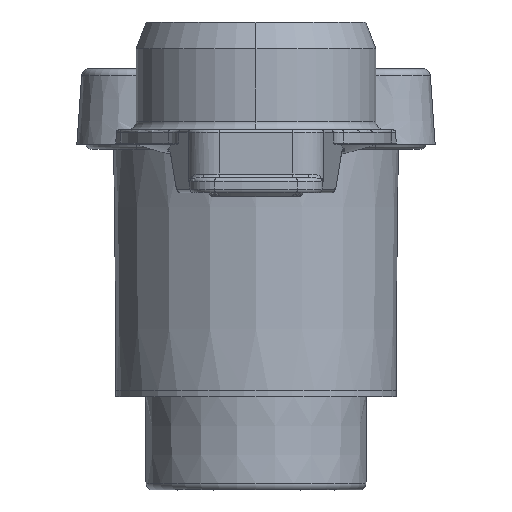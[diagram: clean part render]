
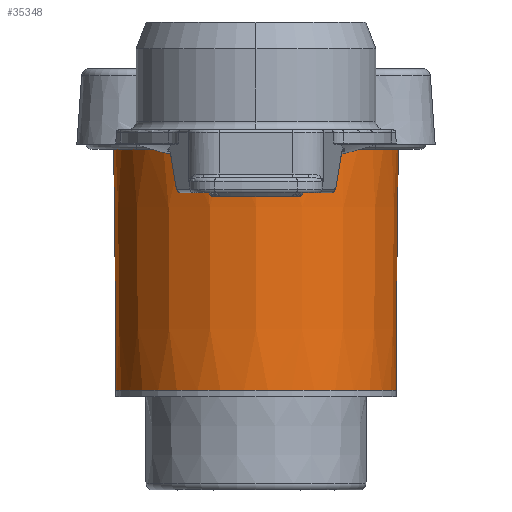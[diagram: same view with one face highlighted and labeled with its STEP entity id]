
A CAD part, front view. The second image highlights one B-rep face of the part: STEP entity #35348.
In plain terms, the highlighted conical face has half-angle 0.5 degrees and reference radius 11.214 mm.
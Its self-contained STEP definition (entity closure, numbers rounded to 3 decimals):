
#14648=CARTESIAN_POINT('',(0.,0.,-6.099));
#14649=DIRECTION('',(0.,0.,-1.));
#14650=DIRECTION('',(0.476,0.88,0.));
#14651=AXIS2_PLACEMENT_3D('',#14648,#14649,#14650);
#14656=CARTESIAN_POINT('',(0.,0.,-6.099));
#14657=DIRECTION('',(0.,0.,-1.));
#14658=DIRECTION('',(1.,0.,0.));
#14659=AXIS2_PLACEMENT_3D('',#14656,#14657,#14658);
#14664=CARTESIAN_POINT('',(0.,0.,-6.099));
#14665=DIRECTION('',(0.,0.,-1.));
#14666=DIRECTION('',(0.476,-0.88,0.));
#14667=AXIS2_PLACEMENT_3D('',#14664,#14665,#14666);
#14672=CARTESIAN_POINT('',(0.,0.,-6.099));
#14673=DIRECTION('',(0.,0.,-1.));
#14674=DIRECTION('',(-1.,0.,0.));
#14675=AXIS2_PLACEMENT_3D('',#14672,#14673,#14674);
#14680=CARTESIAN_POINT('',(-5.205,9.838,
-25.504));
#14681=CARTESIAN_POINT('',(-5.224,9.849,
-23.346));
#14682=CARTESIAN_POINT('',(-5.261,9.872,
-19.032));
#14683=CARTESIAN_POINT('',(-5.318,9.906,
-12.565));
#14684=CARTESIAN_POINT('',(-5.355,9.928,
-8.254));
#14685=CARTESIAN_POINT('',(-5.374,9.939,
-6.099));
#14690=CARTESIAN_POINT('',(5.374,9.939,
-6.099));
#14691=CARTESIAN_POINT('',(5.355,9.928,
-8.254));
#14692=CARTESIAN_POINT('',(5.318,9.906,
-12.565));
#14693=CARTESIAN_POINT('',(5.261,9.872,
-19.032));
#14694=CARTESIAN_POINT('',(5.224,9.849,
-23.346));
#14695=CARTESIAN_POINT('',(5.205,9.838,
-25.504));
#14700=CARTESIAN_POINT('',(0.,0.,-25.504));
#14701=DIRECTION('',(0.,0.,1.));
#14702=DIRECTION('',(-0.468,0.884,0.));
#14703=AXIS2_PLACEMENT_3D('',#14700,#14701,#14702);
#18218=CARTESIAN_POINT('',(5.374,9.939,
-6.099));
#18220=VERTEX_POINT('',#18218);
#18227=CARTESIAN_POINT('',(-5.374,9.939,
-6.099));
#18228=VERTEX_POINT('',#18227);
#18229=CARTESIAN_POINT('',(-11.299,0.,-6.099));
#18230=VERTEX_POINT('',#18229);
#18231=CARTESIAN_POINT('',(5.375,-9.939,
-6.099));
#18232=VERTEX_POINT('',#18231);
#18233=CARTESIAN_POINT('',(11.299,0.,-6.099));
#18234=VERTEX_POINT('',#18233);
#18333=CARTESIAN_POINT('',(-5.205,9.838,
-25.504));
#18334=VERTEX_POINT('',#18333);
#18336=CARTESIAN_POINT('',(5.205,9.838,
-25.504));
#18338=VERTEX_POINT('',#18336);
#35331=CARTESIAN_POINT('',(0.,0.,-15.802));
#35332=DIRECTION('',(0.,0.,1.));
#35333=DIRECTION('',(-0.476,0.88,0.));
#35334=AXIS2_PLACEMENT_3D('',#35331,#35332,#35333);
#35335=CONICAL_SURFACE('',#35334,11.214,0.5);
#35337=ORIENTED_EDGE('',*,*,#35336,.F.);
#35339=ORIENTED_EDGE('',*,*,#35338,.T.);
#35340=ORIENTED_EDGE('',*,*,#35313,.F.);
#35341=ORIENTED_EDGE('',*,*,#35311,.F.);
#35342=ORIENTED_EDGE('',*,*,#35309,.F.);
#35343=ORIENTED_EDGE('',*,*,#35307,.F.);
#35345=ORIENTED_EDGE('',*,*,#35344,.T.);
#35346=EDGE_LOOP('',(#35337,#35339,#35340,#35341,#35342,#35343,#35345));
#35347=FACE_OUTER_BOUND('',#35346,.F.);
#14652=CIRCLE('',#14651,11.299);
#14660=CIRCLE('',#14659,11.299);
#14668=CIRCLE('',#14667,11.299);
#14676=CIRCLE('',#14675,11.299);
#14686=B_SPLINE_CURVE_WITH_KNOTS('',3,(#14680,#14681,#14682,#14683,#14684,
#14685),.UNSPECIFIED.,.F.,.F.,(4,1,1,4),(0.,0.333,
0.667,1.),.UNSPECIFIED.);
#14696=B_SPLINE_CURVE_WITH_KNOTS('',3,(#14690,#14691,#14692,#14693,#14694,
#14695),.UNSPECIFIED.,.F.,.F.,(4,1,1,4),(0.,0.333,
0.667,1.),.UNSPECIFIED.);
#14704=CIRCLE('',#14703,11.13);
#35307=EDGE_CURVE('',#18220,#18234,#14652,.T.);
#35309=EDGE_CURVE('',#18234,#18232,#14660,.T.);
#35311=EDGE_CURVE('',#18232,#18230,#14668,.T.);
#35313=EDGE_CURVE('',#18230,#18228,#14676,.T.);
#35336=EDGE_CURVE('',#18334,#18338,#14704,.T.);
#35338=EDGE_CURVE('',#18334,#18228,#14686,.T.);
#35344=EDGE_CURVE('',#18220,#18338,#14696,.T.);
#35348=ADVANCED_FACE('',(#35347),#35335,.T.);
